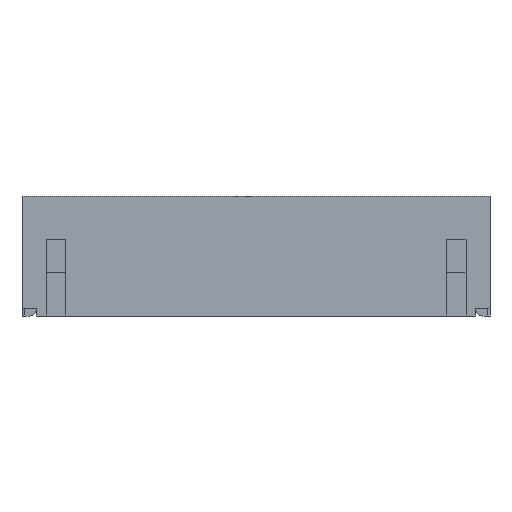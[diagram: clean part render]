
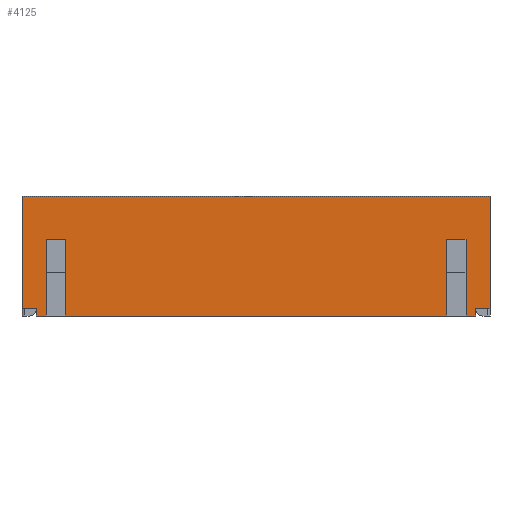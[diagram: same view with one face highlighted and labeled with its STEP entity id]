
A CAD part, left-side view. The second image highlights one B-rep face of the part: STEP entity #4125.
In plain terms, the highlighted planar face has unit normal (-1, 0, 0).
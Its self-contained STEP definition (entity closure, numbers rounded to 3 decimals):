
#53=PLANE('',#4505);
#299=FACE_OUTER_BOUND('',#517,.T.);
#517=EDGE_LOOP('',(#3133,#3134,#3135,#3136,#3137,#3138,#3139,#3140,#3141,
#3142,#3143,#3144,#3145,#3146,#3147,#3148));
#727=LINE('',#6260,#1172);
#731=LINE('',#6268,#1176);
#737=LINE('',#6281,#1182);
#758=LINE('',#6323,#1203);
#771=LINE('',#6348,#1216);
#772=LINE('',#6350,#1217);
#773=LINE('',#6352,#1218);
#774=LINE('',#6354,#1219);
#775=LINE('',#6356,#1220);
#776=LINE('',#6358,#1221);
#777=LINE('',#6360,#1222);
#778=LINE('',#6362,#1223);
#779=LINE('',#6364,#1224);
#780=LINE('',#6366,#1225);
#781=LINE('',#6367,#1226);
#782=LINE('',#6368,#1227);
#1172=VECTOR('',#5143,10.);
#1176=VECTOR('',#5149,10.);
#1182=VECTOR('',#5159,10.);
#1203=VECTOR('',#5192,10.);
#1216=VECTOR('',#5211,10.);
#1217=VECTOR('',#5212,10.);
#1218=VECTOR('',#5213,10.);
#1219=VECTOR('',#5214,10.);
#1220=VECTOR('',#5215,10.);
#1221=VECTOR('',#5216,10.);
#1222=VECTOR('',#5217,10.);
#1223=VECTOR('',#5218,10.);
#1224=VECTOR('',#5219,10.);
#1225=VECTOR('',#5220,10.);
#1226=VECTOR('',#5221,10.);
#1227=VECTOR('',#5222,10.);
#1859=VERTEX_POINT('',#6257);
#1860=VERTEX_POINT('',#6259);
#1863=VERTEX_POINT('',#6267);
#1866=VERTEX_POINT('',#6277);
#1868=VERTEX_POINT('',#6280);
#1883=VERTEX_POINT('',#6321);
#1892=VERTEX_POINT('',#6347);
#1893=VERTEX_POINT('',#6349);
#1894=VERTEX_POINT('',#6351);
#1895=VERTEX_POINT('',#6353);
#1896=VERTEX_POINT('',#6355);
#1897=VERTEX_POINT('',#6357);
#1898=VERTEX_POINT('',#6359);
#1899=VERTEX_POINT('',#6361);
#1900=VERTEX_POINT('',#6363);
#1901=VERTEX_POINT('',#6365);
#2310=EDGE_CURVE('',#1860,#1859,#727,.T.);
#2314=EDGE_CURVE('',#1863,#1860,#731,.T.);
#2320=EDGE_CURVE('',#1868,#1866,#737,.T.);
#2341=EDGE_CURVE('',#1866,#1883,#758,.T.);
#2354=EDGE_CURVE('',#1892,#1863,#771,.T.);
#2355=EDGE_CURVE('',#1859,#1893,#772,.T.);
#2356=EDGE_CURVE('',#1893,#1894,#773,.T.);
#2357=EDGE_CURVE('',#1894,#1895,#774,.T.);
#2358=EDGE_CURVE('',#1895,#1896,#775,.T.);
#2359=EDGE_CURVE('',#1896,#1897,#776,.T.);
#2360=EDGE_CURVE('',#1897,#1898,#777,.T.);
#2361=EDGE_CURVE('',#1898,#1899,#778,.T.);
#2362=EDGE_CURVE('',#1899,#1900,#779,.T.);
#2363=EDGE_CURVE('',#1901,#1900,#780,.T.);
#2364=EDGE_CURVE('',#1868,#1901,#781,.T.);
#2365=EDGE_CURVE('',#1883,#1892,#782,.T.);
#3133=ORIENTED_EDGE('',*,*,#2354,.T.);
#3134=ORIENTED_EDGE('',*,*,#2314,.T.);
#3135=ORIENTED_EDGE('',*,*,#2310,.T.);
#3136=ORIENTED_EDGE('',*,*,#2355,.T.);
#3137=ORIENTED_EDGE('',*,*,#2356,.T.);
#3138=ORIENTED_EDGE('',*,*,#2357,.T.);
#3139=ORIENTED_EDGE('',*,*,#2358,.T.);
#3140=ORIENTED_EDGE('',*,*,#2359,.T.);
#3141=ORIENTED_EDGE('',*,*,#2360,.T.);
#3142=ORIENTED_EDGE('',*,*,#2361,.T.);
#3143=ORIENTED_EDGE('',*,*,#2362,.T.);
#3144=ORIENTED_EDGE('',*,*,#2363,.F.);
#3145=ORIENTED_EDGE('',*,*,#2364,.F.);
#3146=ORIENTED_EDGE('',*,*,#2320,.T.);
#3147=ORIENTED_EDGE('',*,*,#2341,.T.);
#3148=ORIENTED_EDGE('',*,*,#2365,.T.);
#4125=ADVANCED_FACE('',(#299),#53,.T.);
#4505=AXIS2_PLACEMENT_3D('',#6346,#5209,#5210);
#5143=DIRECTION('',(0.,0.,-1.));
#5149=DIRECTION('',(0.,-1.,0.));
#5159=DIRECTION('',(0.,-1.,0.));
#5192=DIRECTION('',(0.,0.,-1.));
#5209=DIRECTION('center_axis',(-1.,0.,0.));
#5210=DIRECTION('ref_axis',(0.,-1.,0.));
#5211=DIRECTION('',(0.,0.,1.));
#5212=DIRECTION('',(0.,-1.,0.));
#5213=DIRECTION('',(0.,0.,1.));
#5214=DIRECTION('',(0.,-1.,0.));
#5215=DIRECTION('',(0.,0.,-1.));
#5216=DIRECTION('',(0.,-1.,0.));
#5217=DIRECTION('',(0.,0.,1.));
#5218=DIRECTION('',(0.,-1.,0.));
#5219=DIRECTION('',(0.,0.,1.));
#5220=DIRECTION('',(0.,-1.,0.));
#5221=DIRECTION('',(0.,0.,1.));
#5222=DIRECTION('',(0.,-1.,0.));
#6257=CARTESIAN_POINT('',(-4.45,15.45,0.));
#6259=CARTESIAN_POINT('',(-4.45,15.45,3.195));
#6260=CARTESIAN_POINT('',(-4.45,15.45,0.));
#6267=CARTESIAN_POINT('',(-4.45,16.25,3.195));
#6268=CARTESIAN_POINT('',(-4.45,16.35,3.195));
#6277=CARTESIAN_POINT('',(-4.45,16.65,0.3));
#6280=CARTESIAN_POINT('',(-4.45,17.25,0.3));
#6281=CARTESIAN_POINT('',(-4.45,17.25,0.3));
#6321=CARTESIAN_POINT('',(-4.45,16.65,0.));
#6323=CARTESIAN_POINT('',(-4.45,16.65,0.325));
#6346=CARTESIAN_POINT('Origin',(-4.45,17.25,0.));
#6347=CARTESIAN_POINT('',(-4.45,16.25,0.));
#6348=CARTESIAN_POINT('',(-4.45,16.25,1.598));
#6349=CARTESIAN_POINT('',(-4.45,-0.45,0.));
#6350=CARTESIAN_POINT('',(-4.45,17.25,0.));
#6351=CARTESIAN_POINT('',(-4.45,-0.45,3.195));
#6352=CARTESIAN_POINT('',(-4.45,-0.45,0.));
#6353=CARTESIAN_POINT('',(-4.45,-1.25,3.195));
#6354=CARTESIAN_POINT('',(-4.45,8.4,3.195));
#6355=CARTESIAN_POINT('',(-4.45,-1.25,0.));
#6356=CARTESIAN_POINT('',(-4.45,-1.25,1.598));
#6357=CARTESIAN_POINT('',(-4.45,-1.65,0.));
#6358=CARTESIAN_POINT('',(-4.45,17.25,0.));
#6359=CARTESIAN_POINT('',(-4.45,-1.65,0.3));
#6360=CARTESIAN_POINT('',(-4.45,-1.65,0.325));
#6361=CARTESIAN_POINT('',(-4.45,-2.25,0.3));
#6362=CARTESIAN_POINT('',(-4.45,7.5,0.3));
#6363=CARTESIAN_POINT('',(-4.45,-2.25,5.));
#6364=CARTESIAN_POINT('',(-4.45,-2.25,0.));
#6365=CARTESIAN_POINT('',(-4.45,17.25,5.));
#6366=CARTESIAN_POINT('',(-4.45,17.25,5.));
#6367=CARTESIAN_POINT('',(-4.45,17.25,0.));
#6368=CARTESIAN_POINT('',(-4.45,17.25,0.));
